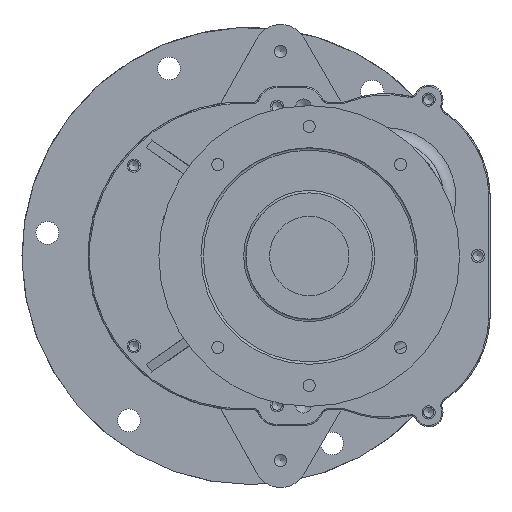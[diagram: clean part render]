
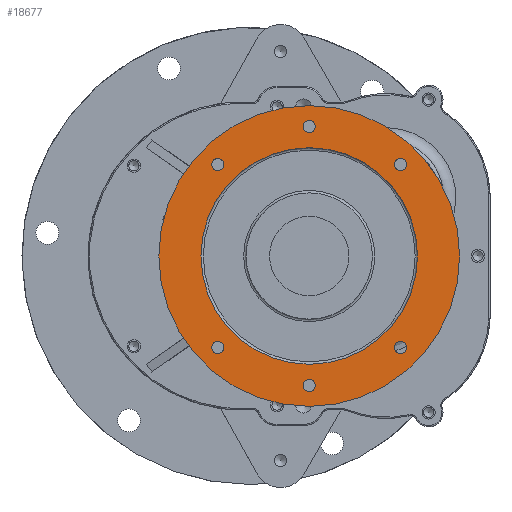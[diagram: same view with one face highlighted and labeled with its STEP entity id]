
A CAD part, left-side view. The second image highlights one B-rep face of the part: STEP entity #18677.
In plain terms, the highlighted planar face has unit normal (-1, 0, 0).
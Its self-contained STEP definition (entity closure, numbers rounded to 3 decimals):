
#122 = EDGE_LOOP ( 'NONE', ( #12626 ) ) ;
#702 = EDGE_LOOP ( 'NONE', ( #11788 ) ) ;
#1525 = CARTESIAN_POINT ( 'NONE',  ( -18., -76.014, 70.914 ) ) ;
#1712 = AXIS2_PLACEMENT_3D ( 'NONE', #3027, #9694, #10016 ) ;
#1852 = CARTESIAN_POINT ( 'NONE',  ( -18., 0., 102.4 ) ) ;
#2103 = VERTEX_POINT ( 'NONE', #5373 ) ;
#3027 = CARTESIAN_POINT ( 'NONE',  ( -18., -76.014, -76.014 ) ) ;
#3054 = FACE_BOUND ( 'NONE', #8490, .T. ) ;
#3152 = CARTESIAN_POINT ( 'NONE',  ( -18., 0., 125. ) ) ;
#3172 = FACE_OUTER_BOUND ( 'NONE', #15574, .T. ) ;
#3425 = CARTESIAN_POINT ( 'NONE',  ( -18., -76.014, 76.014 ) ) ;
#3566 = EDGE_CURVE ( 'NONE', #2103, #2103, #17636, .T. ) ;
#3617 = AXIS2_PLACEMENT_3D ( 'NONE', #3425, #16695, #12347 ) ;
#3699 = CARTESIAN_POINT ( 'NONE',  ( -18., 0., 90. ) ) ;
#3745 = ORIENTED_EDGE ( 'NONE', *, *, #18268, .T. ) ;
#4012 = VERTEX_POINT ( 'NONE', #6858 ) ;
#4118 = CIRCLE ( 'NONE', #16259, 5.1 ) ;
#4141 = AXIS2_PLACEMENT_3D ( 'NONE', #13222, #6472, #19716 ) ;
#4363 = ORIENTED_EDGE ( 'NONE', *, *, #14504, .T. ) ;
#4543 = DIRECTION ( 'NONE',  ( 1., 0., 0. ) ) ;
#4914 = FACE_BOUND ( 'NONE', #15462, .T. ) ;
#5018 = FACE_BOUND ( 'NONE', #20083, .T. ) ;
#5051 = DIRECTION ( 'NONE',  ( -1., 0., 0. ) ) ;
#5131 = FACE_BOUND ( 'NONE', #122, .T. ) ;
#5143 = EDGE_LOOP ( 'NONE', ( #14092 ) ) ;
#5373 = CARTESIAN_POINT ( 'NONE',  ( -18., 0., -112.6 ) ) ;
#6108 = CIRCLE ( 'NONE', #18241, 125. ) ;
#6472 = DIRECTION ( 'NONE',  ( 1., 0., 0. ) ) ;
#6514 = CARTESIAN_POINT ( 'NONE',  ( -18., 76.014, -76.014 ) ) ;
#6563 = CIRCLE ( 'NONE', #1712, 5.1 ) ;
#6631 = DIRECTION ( 'NONE',  ( 0., 0., -1. ) ) ;
#6858 = CARTESIAN_POINT ( 'NONE',  ( -18., -76.014, -81.114 ) ) ;
#7116 = EDGE_CURVE ( 'NONE', #16886, #16886, #12259, .T. ) ;
#8056 = AXIS2_PLACEMENT_3D ( 'NONE', #8679, #20351, #10603 ) ;
#8292 = VERTEX_POINT ( 'NONE', #1525 ) ;
#8421 = DIRECTION ( 'NONE',  ( -1., 0., 0. ) ) ;
#8490 = EDGE_LOOP ( 'NONE', ( #3745 ) ) ;
#8509 = VERTEX_POINT ( 'NONE', #20397 ) ;
#8679 = CARTESIAN_POINT ( 'NONE',  ( -18., 0., 0. ) ) ;
#8937 = CIRCLE ( 'NONE', #12053, 5.1 ) ;
#9667 = DIRECTION ( 'NONE',  ( 0., 0., -1. ) ) ;
#9694 = DIRECTION ( 'NONE',  ( 1., 0., 0. ) ) ;
#9831 = FACE_BOUND ( 'NONE', #702, .T. ) ;
#10016 = DIRECTION ( 'NONE',  ( 0., 0., -1. ) ) ;
#10474 = EDGE_CURVE ( 'NONE', #8292, #8292, #14716, .T. ) ;
#10603 = DIRECTION ( 'NONE',  ( 0., 0., 1. ) ) ;
#11199 = ORIENTED_EDGE ( 'NONE', *, *, #14901, .T. ) ;
#11343 = DIRECTION ( 'NONE',  ( 0., 0., 1. ) ) ;
#11431 = VERTEX_POINT ( 'NONE', #3152 ) ;
#11534 = CIRCLE ( 'NONE', #8056, 90. ) ;
#11719 = DIRECTION ( 'NONE',  ( 1., 0., 0. ) ) ;
#11788 = ORIENTED_EDGE ( 'NONE', *, *, #7116, .T. ) ;
#11913 = CARTESIAN_POINT ( 'NONE',  ( -18., 76.014, 70.914 ) ) ;
#12053 = AXIS2_PLACEMENT_3D ( 'NONE', #17876, #4543, #9667 ) ;
#12145 = CARTESIAN_POINT ( 'NONE',  ( -18., 76.014, 76.014 ) ) ;
#12259 = CIRCLE ( 'NONE', #15029, 5.1 ) ;
#12347 = DIRECTION ( 'NONE',  ( 0., 0., -1. ) ) ;
#12626 = ORIENTED_EDGE ( 'NONE', *, *, #3566, .T. ) ;
#13183 = PLANE ( 'NONE',  #16978 ) ;
#13222 = CARTESIAN_POINT ( 'NONE',  ( -18., 0., -107.5 ) ) ;
#13326 = DIRECTION ( 'NONE',  ( 0., 0., 1. ) ) ;
#14092 = ORIENTED_EDGE ( 'NONE', *, *, #21078, .F. ) ;
#14504 = EDGE_CURVE ( 'NONE', #11431, #11431, #6108, .T. ) ;
#14716 = CIRCLE ( 'NONE', #3617, 5.1 ) ;
#14901 = EDGE_CURVE ( 'NONE', #21381, #21381, #8937, .T. ) ;
#15029 = AXIS2_PLACEMENT_3D ( 'NONE', #12145, #11719, #20355 ) ;
#15462 = EDGE_LOOP ( 'NONE', ( #15852 ) ) ;
#15574 = EDGE_LOOP ( 'NONE', ( #4363 ) ) ;
#15852 = ORIENTED_EDGE ( 'NONE', *, *, #17011, .T. ) ;
#16259 = AXIS2_PLACEMENT_3D ( 'NONE', #6514, #19536, #6631 ) ;
#16463 = CARTESIAN_POINT ( 'NONE',  ( -18., 0., 0. ) ) ;
#16652 = CARTESIAN_POINT ( 'NONE',  ( -18., -125., 0. ) ) ;
#16695 = DIRECTION ( 'NONE',  ( 1., 0., 0. ) ) ;
#16886 = VERTEX_POINT ( 'NONE', #11913 ) ;
#16978 = AXIS2_PLACEMENT_3D ( 'NONE', #16652, #8421, #11343 ) ;
#17011 = EDGE_CURVE ( 'NONE', #8509, #8509, #4118, .T. ) ;
#17060 = VERTEX_POINT ( 'NONE', #3699 ) ;
#17636 = CIRCLE ( 'NONE', #4141, 5.1 ) ;
#17876 = CARTESIAN_POINT ( 'NONE',  ( -18., 0., 107.5 ) ) ;
#18241 = AXIS2_PLACEMENT_3D ( 'NONE', #16463, #5051, #13326 ) ;
#18258 = FACE_BOUND ( 'NONE', #19812, .T. ) ;
#18268 = EDGE_CURVE ( 'NONE', #4012, #4012, #6563, .T. ) ;
#18677 = ADVANCED_FACE ( 'NONE', ( #5131, #18258, #3054, #5018, #9831, #4914, #19559, #3172 ), #13183, .T. ) ;
#19228 = ORIENTED_EDGE ( 'NONE', *, *, #10474, .T. ) ;
#19536 = DIRECTION ( 'NONE',  ( 1., 0., 0. ) ) ;
#19559 = FACE_BOUND ( 'NONE', #5143, .T. ) ;
#19716 = DIRECTION ( 'NONE',  ( 0., 0., -1. ) ) ;
#19812 = EDGE_LOOP ( 'NONE', ( #11199 ) ) ;
#20083 = EDGE_LOOP ( 'NONE', ( #19228 ) ) ;
#20351 = DIRECTION ( 'NONE',  ( -1., 0., 0. ) ) ;
#20355 = DIRECTION ( 'NONE',  ( 0., 0., -1. ) ) ;
#20397 = CARTESIAN_POINT ( 'NONE',  ( -18., 76.014, -81.114 ) ) ;
#21078 = EDGE_CURVE ( 'NONE', #17060, #17060, #11534, .T. ) ;
#21381 = VERTEX_POINT ( 'NONE', #1852 ) ;
